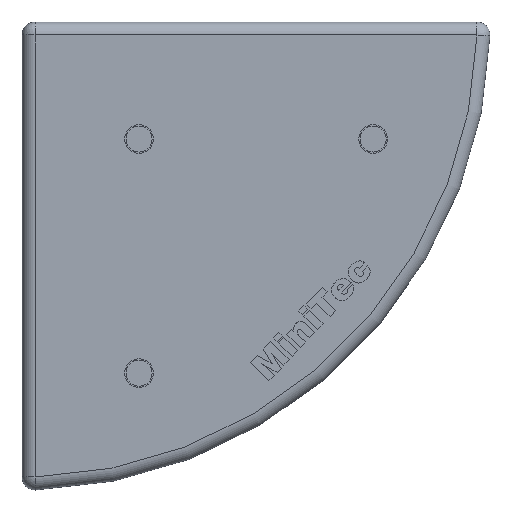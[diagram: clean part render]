
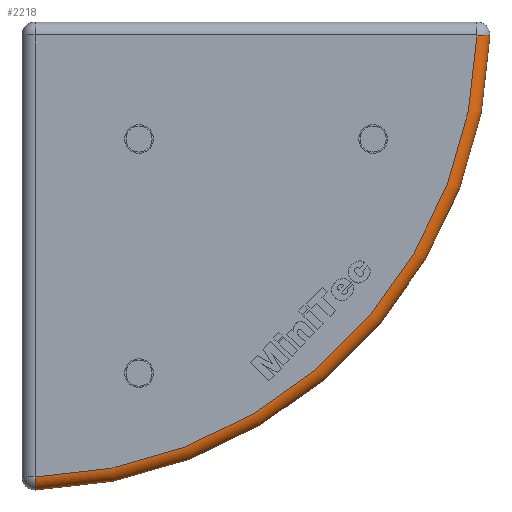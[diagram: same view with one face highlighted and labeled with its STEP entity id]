
A CAD part, top view. The second image highlights one B-rep face of the part: STEP entity #2218.
In plain terms, the highlighted toroidal (fillet/blend) face has major radius 87.5 mm and minor radius 2.5 mm.
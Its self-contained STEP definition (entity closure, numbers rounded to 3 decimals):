
#14=TOROIDAL_SURFACE('',#2374,87.5,2.5);
#37=CIRCLE('',#2314,87.5);
#69=CIRCLE('',#2375,2.5);
#70=CIRCLE('',#2376,90.);
#71=CIRCLE('',#2377,2.5);
#242=FACE_OUTER_BOUND('',#389,.T.);
#389=EDGE_LOOP('',(#1966,#1967,#1968,#1969));
#1042=VERTEX_POINT('',#3820);
#1043=VERTEX_POINT('',#3822);
#1078=VERTEX_POINT('',#3940);
#1079=VERTEX_POINT('',#3942);
#1325=EDGE_CURVE('',#1042,#1043,#37,.T.);
#1378=EDGE_CURVE('',#1043,#1078,#69,.T.);
#1379=EDGE_CURVE('',#1078,#1079,#70,.T.);
#1380=EDGE_CURVE('',#1079,#1042,#71,.T.);
#1966=ORIENTED_EDGE('',*,*,#1378,.T.);
#1967=ORIENTED_EDGE('',*,*,#1379,.T.);
#1968=ORIENTED_EDGE('',*,*,#1380,.T.);
#1969=ORIENTED_EDGE('',*,*,#1325,.T.);
#2218=ADVANCED_FACE('',(#242),#14,.T.);
#2314=AXIS2_PLACEMENT_3D('',#3824,#2705,#2706);
#2374=AXIS2_PLACEMENT_3D('',#3939,#2846,#2847);
#2375=AXIS2_PLACEMENT_3D('',#3941,#2848,#2849);
#2376=AXIS2_PLACEMENT_3D('',#3943,#2850,#2851);
#2377=AXIS2_PLACEMENT_3D('',#3944,#2852,#2853);
#2705=DIRECTION('center_axis',(0.,0.,-1.));
#2706=DIRECTION('ref_axis',(0.707,-0.707,0.));
#2846=DIRECTION('center_axis',(0.,0.,1.));
#2847=DIRECTION('ref_axis',(1.,0.,0.));
#2848=DIRECTION('center_axis',(1.,0.029,0.));
#2849=DIRECTION('ref_axis',(0.,0.,1.));
#2850=DIRECTION('center_axis',(0.,0.,1.));
#2851=DIRECTION('ref_axis',(0.707,-0.707,0.));
#2852=DIRECTION('center_axis',(-0.029,-1.,0.));
#2853=DIRECTION('ref_axis',(1.,-0.029,0.));
#3820=CARTESIAN_POINT('',(42.464,42.5,3.));
#3822=CARTESIAN_POINT('',(-42.5,-42.464,3.));
#3824=CARTESIAN_POINT('Origin',(-45.,45.,3.));
#3939=CARTESIAN_POINT('Origin',(-45.,45.,0.5));
#3940=CARTESIAN_POINT('',(-42.429,-44.963,0.5));
#3941=CARTESIAN_POINT('Origin',(-42.5,-42.464,0.5));
#3942=CARTESIAN_POINT('',(44.963,42.429,0.5));
#3943=CARTESIAN_POINT('Origin',(-45.,45.,0.5));
#3944=CARTESIAN_POINT('Origin',(42.464,42.5,0.5));
